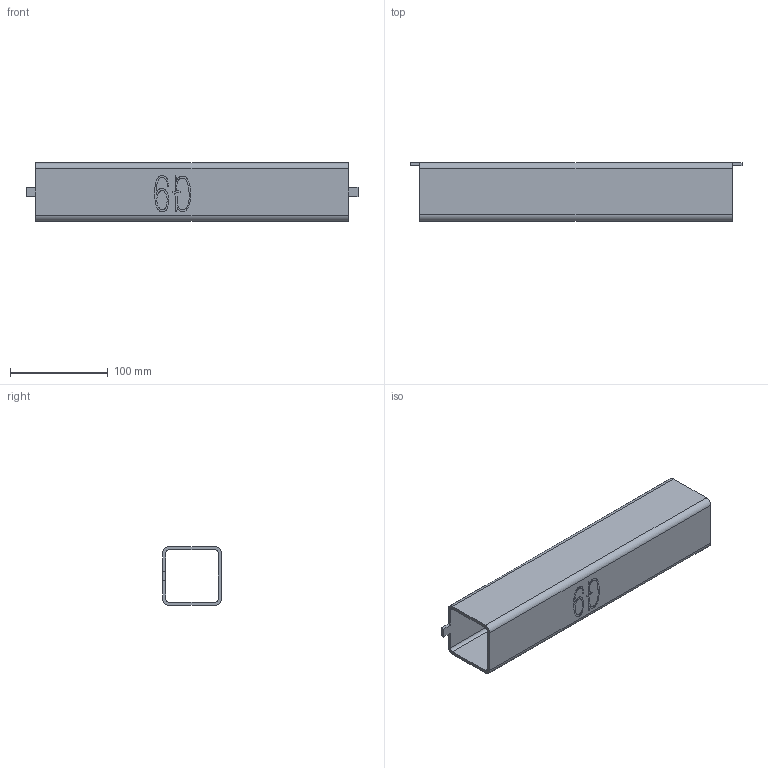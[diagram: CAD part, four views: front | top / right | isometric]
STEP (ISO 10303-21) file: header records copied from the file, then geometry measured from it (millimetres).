
FILE_DESCRIPTION (( 'STEP AP203' ), '1' );
FILE_NAME ('切割清单项目16 规格60x60 长度340 T3.2 数量 1.step', '2024-03-27T03:46:51', ( 'Windows 用户' ), ( 'Microsoft' ), 'SwSTEP 2.0', 'SolidWorks 2020', '' );
FILE_SCHEMA (( 'CONFIG_CONTROL_DESIGN' ));
Length unit declared in the file: millimetre
Products named in the file (1): 切割清单项目16 规格60x60 长度340 T3.2 数量 1
Bounding box: 340 x 60 x 60 mm (x, y, z)
Volume: 224823.6 mm3; surface area: 142100.7 mm2
Topology: 1 solids, 1 shells, 76 faces, 219 edges, 146 vertices
Faces by surface type: plane 43, bspline 25, cylinder 8
Entity records: 3958 total; most frequent: CARTESIAN_POINT 2035, ORIENTED_EDGE 438, DIRECTION 289, EDGE_CURVE 219, VECTOR 153, LINE 153, VERTEX_POINT 146, EDGE_LOOP 79
